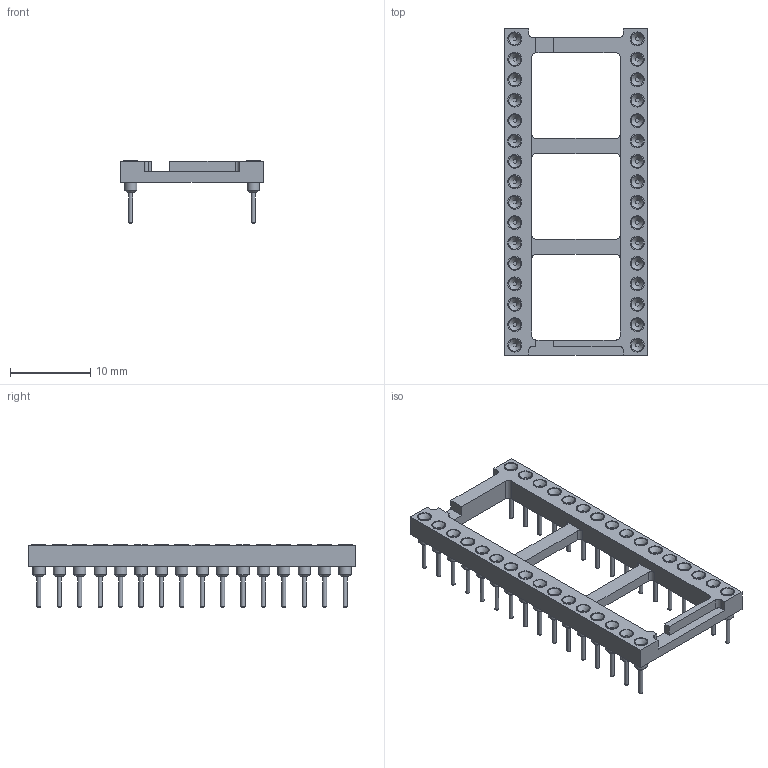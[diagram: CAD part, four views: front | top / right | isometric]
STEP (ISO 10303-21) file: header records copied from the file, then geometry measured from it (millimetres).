
FILE_DESCRIPTION(/* description */ ('model of DIP-32_W15.24mm_Socket'),/* implementation_level */ '2;1');
FILE_NAME(/* name */ 'DIP-32_W15.24mm_Socket.step',/* time_stamp */ '2017-11-03T14:51:18',/* author */ ('Terje Io','https://github.com/terjeio'),/* organization */ ('FreeCAD'),/* preprocessor_version */ 'OCC',/* originating_system */ 'kicad StepUp',/* authorisation */ '');
FILE_SCHEMA(('AUTOMOTIVE_DESIGN_CC2 { 1 2 10303 214 -1 1 5 4 }'));
Length unit declared in the file: millimetre
Products named in the file (1): DIP_32_W1524mm_Socket
Bounding box: 17.78 x 40.64 x 7.79 mm (x, y, z)
Volume: 945.2 mm3; surface area: 1825.2 mm2
Topology: 1 solids, 1 shells, 431 faces, 750 edges, 478 vertices
Faces by surface type: plane 191, cylinder 144, cone 96
Full cylindrical faces by diameter (mm): 0.508 x64, 1.524 x32, 1.724 x32
Entity records: 7642 total; most frequent: ORIENTED_EDGE 1298, CARTESIAN_POINT 1073, EDGE_CURVE 750, AXIS2_PLACEMENT_3D 743, FACE_BOUND 594, EDGE_LOOP 594, VERTEX_POINT 478, ADVANCED_FACE 431
